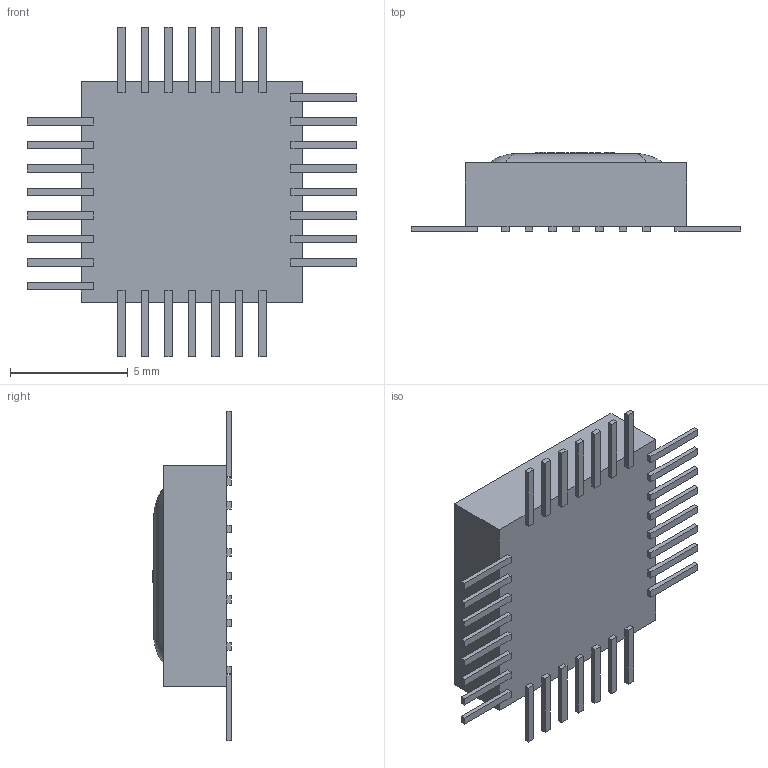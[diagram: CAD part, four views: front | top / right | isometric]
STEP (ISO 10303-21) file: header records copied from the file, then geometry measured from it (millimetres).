
FILE_DESCRIPTION (( 'STEP AP214' ), '1' );
FILE_NAME ('H09.28-1B.STEP', '2017-05-12T08:33:26', ( '' ), ( '' ), 'SwSTEP 2.0', 'SolidWorks 2016', '' );
FILE_SCHEMA (( 'AUTOMOTIVE_DESIGN' ));
Length unit declared in the file: millimetre
Products named in the file (1): H09.28-1B
Bounding box: 14 x 3.35 x 14 mm (x, y, z)
Volume: 261.6 mm3; surface area: 363 mm2
Topology: 1 solids, 1 shells, 314 faces, 828 edges, 528 vertices
Faces by surface type: plane 241, bspline 69, cylinder 4
Entity records: 15456 total; most frequent: CARTESIAN_POINT 5960, ORIENTED_EDGE 1648, DIRECTION 1174, EDGE_CURVE 824, VECTOR 682, LINE 682, VERTEX_POINT 528, EDGE_LOOP 330
